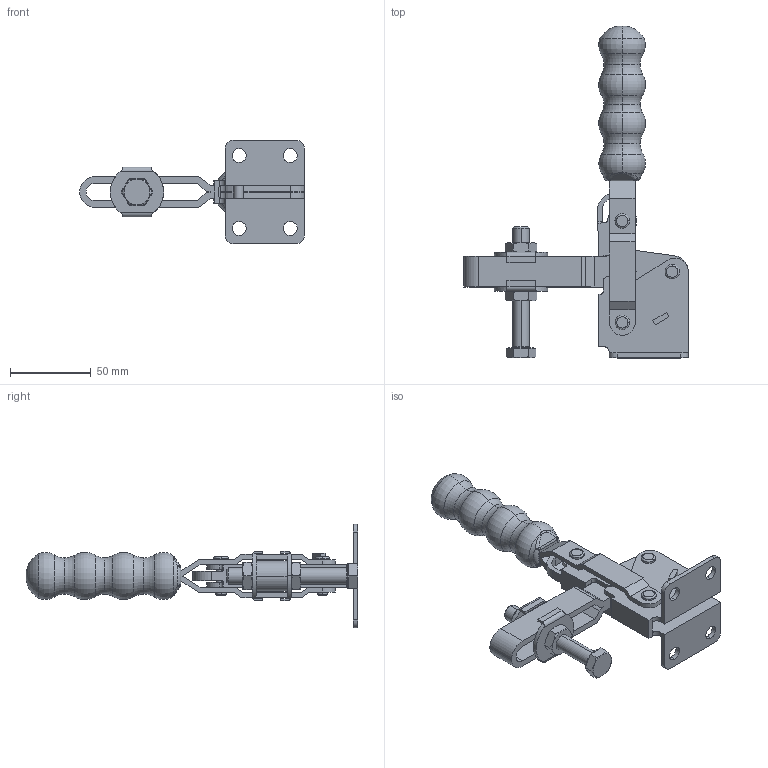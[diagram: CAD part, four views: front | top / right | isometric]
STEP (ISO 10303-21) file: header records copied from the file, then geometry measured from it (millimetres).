
FILE_DESCRIPTION (( 'STEP AP214' ), '1' );
FILE_NAME ('GH-12265-SS(Â²¤Æ)-1.STEP', '2020-04-30T01:15:17', ( 'LinWei' ), ( '' ), 'SwSTEP 2.0', 'SolidWorks 2016', '' );
FILE_SCHEMA (( 'AUTOMOTIVE_DESIGN' ));
Length unit declared in the file: millimetre
Products named in the file (6): Group1^GH-12265-SS(簡化)-1; Group2^GH-12265-SS(簡化)-1; Group5^GH-12265-SS(簡化)-1; GH-12265-SS(簡化)-1; Group4^GH-12265-SS(簡化)-1; 11226508-1-1^GH-12265-SS(簡化)-1
Assembly tree (5 placements, depth 2):
  GH-12265-SS(簡化)-1
    Group5^GH-12265-SS(簡化)-1
    Group2^GH-12265-SS(簡化)-1
    Group1^GH-12265-SS(簡化)-1
    11226508-1-1^GH-12265-SS(簡化)-1
    Group4^GH-12265-SS(簡化)-1
Bounding box: 139.5 x 206 x 64.3 mm (x, y, z)
Volume: 128195.2 mm3; surface area: 61819.3 mm2
Topology: 5 solids, 5 shells, 366 faces, 922 edges, 577 vertices
Faces by surface type: plane 153, cylinder 123, cone 40, torus 36, bspline 14
Entity records: 12724 total; most frequent: CARTESIAN_POINT 2841, DIRECTION 1896, ORIENTED_EDGE 1832, EDGE_CURVE 916, AXIS2_PLACEMENT_3D 724, VERTEX_POINT 577, VECTOR 448, LINE 448
